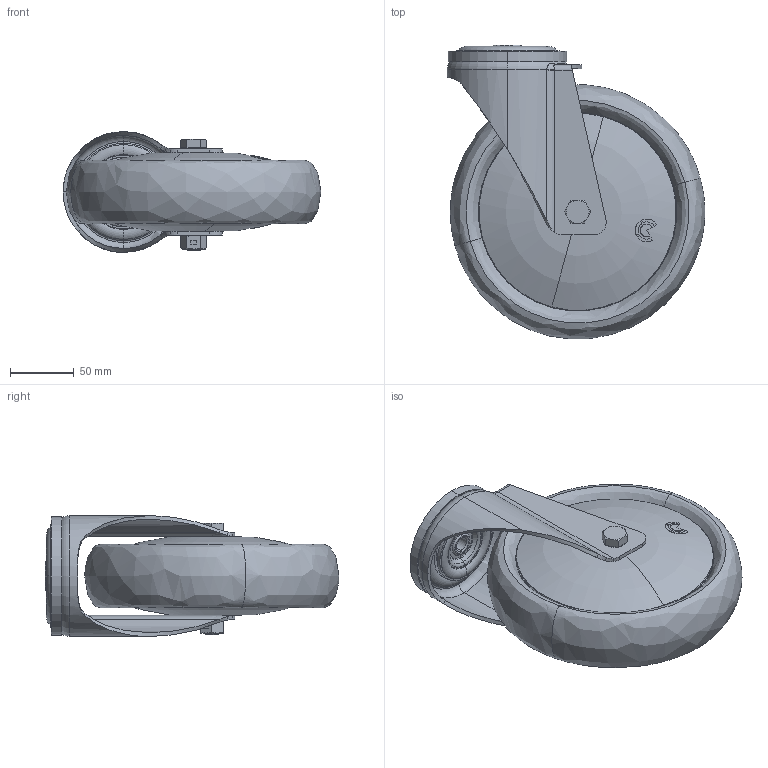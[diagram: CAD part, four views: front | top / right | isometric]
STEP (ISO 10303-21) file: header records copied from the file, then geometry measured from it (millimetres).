
FILE_DESCRIPTION (( 'STEP AP214' ), '1' );
FILE_NAME ('0055747.step', '2023-09-27T11:01:54', ( '' ), ( '' ), 'SwSTEP 2.0', 'SolidWorks 2020', '' );
FILE_SCHEMA (( 'AUTOMOTIVE_DESIGN' ));
Length unit declared in the file: millimetre
Products named in the file (1): 0055747
Bounding box: 202.5 x 230.81 x 95 mm (x, y, z)
Volume: 996614 mm3; surface area: 368462.6 mm2
Topology: 30 solids, 31 shells, 574 faces, 1214 edges, 697 vertices
Faces by surface type: torus 208, cone 107, plane 105, cylinder 88, bspline 42, sphere 24
Entity records: 25775 total; most frequent: CARTESIAN_POINT 7023, DIRECTION 2777, ORIENTED_EDGE 2332, AXIS2_PLACEMENT_3D 1248, EDGE_CURVE 1166, CIRCLE 715, VERTEX_POINT 673, EDGE_LOOP 625
